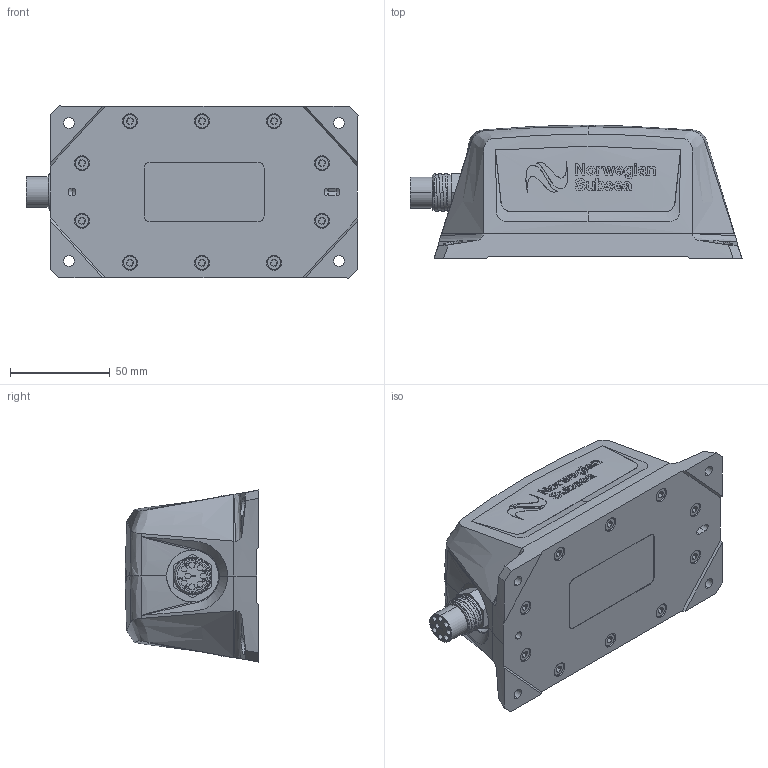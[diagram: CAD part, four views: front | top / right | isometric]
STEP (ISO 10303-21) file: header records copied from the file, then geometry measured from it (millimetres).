
FILE_DESCRIPTION (( 'STEP AP214' ), '1' );
FILE_NAME ('MRU-Marine-A002_A_23.10.2020.STEP', '2020-10-23T09:35:51', ( '' ), ( '' ), 'SwSTEP 2.0', 'SolidWorks 2020', '' );
FILE_SCHEMA (( 'AUTOMOTIVE_DESIGN' ));
Length unit declared in the file: millimetre
Products named in the file (8): O-RING 12.42x1.78; MRU-Marine-P003; MRU-Marine-A002_A_23.10.2020; MRU-Marine-P002; MCBH8F; O-RING 101.27x2.62; ISO4762 M4X12; ISO 8734 Dowel Pin DIA 4x8_91595A150
Assembly tree (17 placements, depth 2):
  MRU-Marine-A002_A_23.10.2020
    MRU-Marine-P002
    MRU-Marine-P003
    O-RING 101.27x2.62
    O-RING 12.42x1.78
    ISO4762 M4X12  x10
    MCBH8F
    ISO 8734 Dowel Pin DIA 4x8_91595A150  x2
Bounding box: 166 x 66.61 x 86 mm (x, y, z)
Volume: 338029.6 mm3; surface area: 102309.2 mm2
Topology: 17 solids, 17 shells, 2452 faces, 6821 edges, 4524 vertices
Faces by surface type: cylinder 1053, bspline 591, plane 552, cone 218, torus 30, sphere 8
Entity records: 72231 total; most frequent: CARTESIAN_POINT 36784, ORIENTED_EDGE 8706, DIRECTION 4682, EDGE_CURVE 4353, VERTEX_POINT 2955, B_SPLINE_CURVE_WITH_KNOTS 2117, EDGE_LOOP 1728, AXIS2_PLACEMENT_3D 1593
